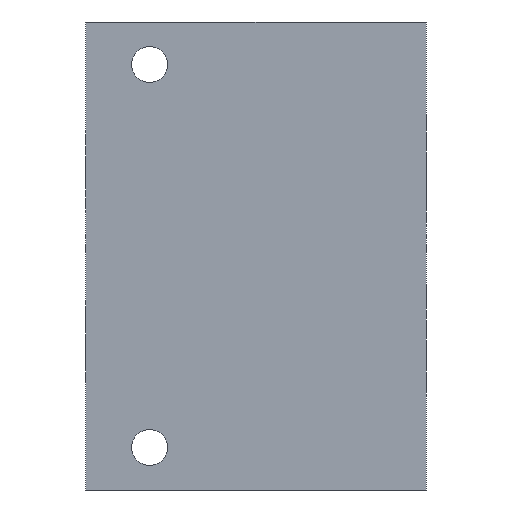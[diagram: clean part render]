
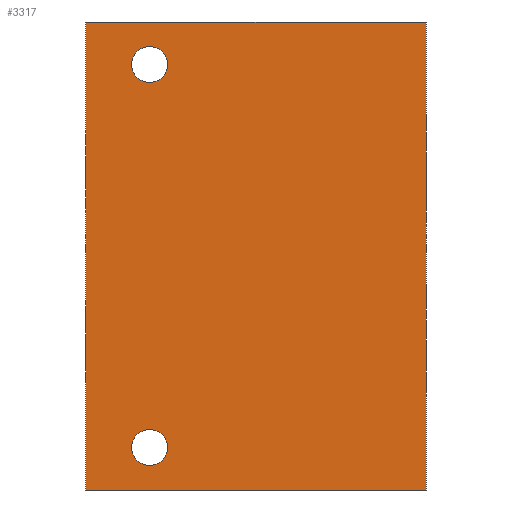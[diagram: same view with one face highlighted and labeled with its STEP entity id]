
A CAD part, left-side view. The second image highlights one B-rep face of the part: STEP entity #3317.
In plain terms, the highlighted planar face has unit normal (-1, 0, 0).
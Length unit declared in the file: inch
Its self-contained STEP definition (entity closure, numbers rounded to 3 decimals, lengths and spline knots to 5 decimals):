
#1=DIRECTION('',(0.,-1.,0.));
#2=VECTOR('',#1,4.);
#3=CARTESIAN_POINT('',(0.,0.,0.));
#4=LINE('',#3,#2);
#37=DIRECTION('',(0.,0.,1.));
#38=VECTOR('',#37,5.5);
#39=CARTESIAN_POINT('',(0.,0.,0.));
#40=LINE('',#39,#38);
#41=CARTESIAN_POINT('',(0.,-0.75,5.));
#42=DIRECTION('',(1.,0.,0.));
#43=DIRECTION('',(0.,0.,-1.));
#44=AXIS2_PLACEMENT_3D('',#41,#42,#43);
#46=CARTESIAN_POINT('',(0.,-0.75,5.));
#47=DIRECTION('',(1.,0.,0.));
#48=DIRECTION('',(0.,0.,1.));
#49=AXIS2_PLACEMENT_3D('',#46,#47,#48);
#51=CARTESIAN_POINT('',(0.,-0.75,0.5));
#52=DIRECTION('',(1.,0.,0.));
#53=DIRECTION('',(0.,0.,-1.));
#54=AXIS2_PLACEMENT_3D('',#51,#52,#53);
#56=CARTESIAN_POINT('',(0.,-0.75,0.5));
#57=DIRECTION('',(1.,0.,0.));
#58=DIRECTION('',(0.,0.,1.));
#59=AXIS2_PLACEMENT_3D('',#56,#57,#58);
#119=DIRECTION('',(0.,0.,1.));
#120=VECTOR('',#119,5.5);
#121=CARTESIAN_POINT('',(0.,-4.,0.));
#122=LINE('',#121,#120);
#143=DIRECTION('',(0.,-1.,0.));
#144=VECTOR('',#143,4.);
#145=CARTESIAN_POINT('',(0.,0.,5.5));
#146=LINE('',#145,#144);
#2819=CARTESIAN_POINT('',(0.,0.,0.));
#2820=CARTESIAN_POINT('',(0.,-4.,0.));
#2821=VERTEX_POINT('',#2819);
#2822=VERTEX_POINT('',#2820);
#2827=CARTESIAN_POINT('',(0.,0.,5.5));
#2828=CARTESIAN_POINT('',(0.,-4.,5.5));
#2829=VERTEX_POINT('',#2827);
#2830=VERTEX_POINT('',#2828);
#3169=CARTESIAN_POINT('',(0.,-0.75,4.789));
#3170=CARTESIAN_POINT('',(0.,-0.75,5.211));
#3171=VERTEX_POINT('',#3169);
#3172=VERTEX_POINT('',#3170);
#3181=CARTESIAN_POINT('',(0.,-0.75,0.289));
#3182=CARTESIAN_POINT('',(0.,-0.75,0.711));
#3183=VERTEX_POINT('',#3181);
#3184=VERTEX_POINT('',#3182);
#3291=CARTESIAN_POINT('',(0.,0.,0.));
#3292=DIRECTION('',(-1.,0.,0.));
#3293=DIRECTION('',(0.,-1.,0.));
#3294=AXIS2_PLACEMENT_3D('',#3291,#3292,#3293);
#3295=PLANE('',#3294);
#3296=ORIENTED_EDGE('',*,*,#3268,.F.);
#3298=ORIENTED_EDGE('',*,*,#3297,.T.);
#3300=ORIENTED_EDGE('',*,*,#3299,.T.);
#3302=ORIENTED_EDGE('',*,*,#3301,.F.);
#3303=EDGE_LOOP('',(#3296,#3298,#3300,#3302));
#3304=FACE_OUTER_BOUND('',#3303,.F.);
#3306=ORIENTED_EDGE('',*,*,#3305,.F.);
#3308=ORIENTED_EDGE('',*,*,#3307,.F.);
#3309=EDGE_LOOP('',(#3306,#3308));
#3310=FACE_BOUND('',#3309,.F.);
#3312=ORIENTED_EDGE('',*,*,#3311,.F.);
#3314=ORIENTED_EDGE('',*,*,#3313,.F.);
#3315=EDGE_LOOP('',(#3312,#3314));
#3316=FACE_BOUND('',#3315,.F.);
#3317=ADVANCED_FACE('',(#3304,#3310,#3316),#3295,.T.);
#45=CIRCLE('',#44,0.211);
#50=CIRCLE('',#49,0.211);
#55=CIRCLE('',#54,0.211);
#60=CIRCLE('',#59,0.211);
#3268=EDGE_CURVE('',#2821,#2822,#4,.T.);
#3297=EDGE_CURVE('',#2821,#2829,#40,.T.);
#3299=EDGE_CURVE('',#2829,#2830,#146,.T.);
#3301=EDGE_CURVE('',#2822,#2830,#122,.T.);
#3305=EDGE_CURVE('',#3171,#3172,#45,.T.);
#3307=EDGE_CURVE('',#3172,#3171,#50,.T.);
#3311=EDGE_CURVE('',#3183,#3184,#55,.T.);
#3313=EDGE_CURVE('',#3184,#3183,#60,.T.);
